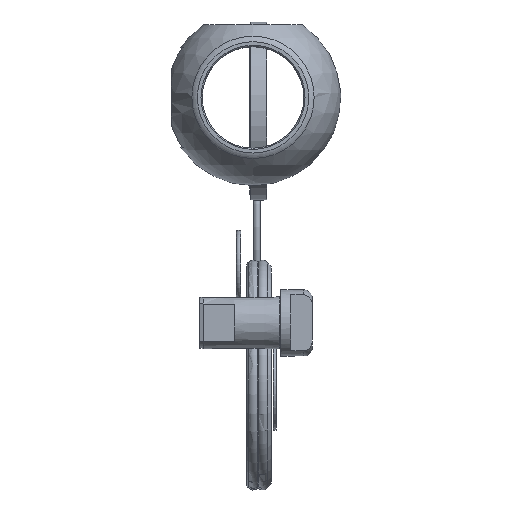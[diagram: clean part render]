
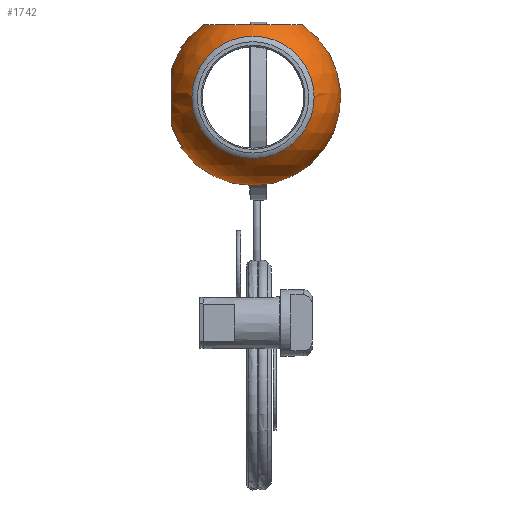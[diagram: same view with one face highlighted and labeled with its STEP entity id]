
A CAD part, top view. The second image highlights one B-rep face of the part: STEP entity #1742.
In plain terms, the highlighted spherical face has radius 32.055 mm.
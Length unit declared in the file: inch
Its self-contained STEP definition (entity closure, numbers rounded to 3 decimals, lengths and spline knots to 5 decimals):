
#71=SPHERICAL_SURFACE('',#2194,1.262);
#293=FACE_BOUND('',#584,.T.);
#294=FACE_BOUND('',#585,.T.);
#455=FACE_OUTER_BOUND('',#583,.T.);
#583=EDGE_LOOP('',(#1393,#1394,#1395,#1396,#1397,#1398,#1399));
#584=EDGE_LOOP('',(#1400,#1401,#1402,#1403,#1404,#1405,#1406,#1407));
#585=EDGE_LOOP('',(#1408));
#739=CIRCLE('',#2189,0.8762);
#740=CIRCLE('',#2190,0.8762);
#741=CIRCLE('',#2192,0.8762);
#743=CIRCLE('',#2195,1.262);
#744=CIRCLE('',#2196,1.262);
#745=CIRCLE('',#2197,0.70971);
#746=CIRCLE('',#2198,1.23638);
#747=CIRCLE('',#2199,0.46046);
#748=CIRCLE('',#2200,1.23638);
#749=CIRCLE('',#2201,1.03991);
#750=CIRCLE('',#2202,1.23638);
#751=CIRCLE('',#2203,0.46046);
#752=CIRCLE('',#2204,1.23638);
#753=CIRCLE('',#2205,1.03991);
#862=VERTEX_POINT('',#3483);
#863=VERTEX_POINT('',#3485);
#864=VERTEX_POINT('',#3489);
#865=VERTEX_POINT('',#3493);
#866=VERTEX_POINT('',#3495);
#867=VERTEX_POINT('',#3498);
#868=VERTEX_POINT('',#3499);
#869=VERTEX_POINT('',#3501);
#870=VERTEX_POINT('',#3503);
#871=VERTEX_POINT('',#3505);
#872=VERTEX_POINT('',#3507);
#873=VERTEX_POINT('',#3509);
#874=VERTEX_POINT('',#3511);
#1052=EDGE_CURVE('',#863,#862,#739,.T.);
#1053=EDGE_CURVE('',#862,#863,#740,.T.);
#1054=EDGE_CURVE('',#864,#864,#741,.T.);
#1056=EDGE_CURVE('',#865,#863,#743,.T.);
#1057=EDGE_CURVE('',#862,#866,#744,.T.);
#1058=EDGE_CURVE('',#866,#866,#745,.T.);
#1059=EDGE_CURVE('',#867,#868,#746,.T.);
#1060=EDGE_CURVE('',#869,#867,#747,.T.);
#1061=EDGE_CURVE('',#870,#869,#748,.T.);
#1062=EDGE_CURVE('',#871,#870,#749,.T.);
#1063=EDGE_CURVE('',#872,#871,#750,.T.);
#1064=EDGE_CURVE('',#873,#872,#751,.T.);
#1065=EDGE_CURVE('',#874,#873,#752,.T.);
#1066=EDGE_CURVE('',#868,#874,#753,.T.);
#1393=ORIENTED_EDGE('',*,*,#1053,.T.);
#1394=ORIENTED_EDGE('',*,*,#1056,.F.);
#1395=ORIENTED_EDGE('',*,*,#1056,.T.);
#1396=ORIENTED_EDGE('',*,*,#1052,.T.);
#1397=ORIENTED_EDGE('',*,*,#1057,.T.);
#1398=ORIENTED_EDGE('',*,*,#1058,.F.);
#1399=ORIENTED_EDGE('',*,*,#1057,.F.);
#1400=ORIENTED_EDGE('',*,*,#1059,.F.);
#1401=ORIENTED_EDGE('',*,*,#1060,.F.);
#1402=ORIENTED_EDGE('',*,*,#1061,.F.);
#1403=ORIENTED_EDGE('',*,*,#1062,.F.);
#1404=ORIENTED_EDGE('',*,*,#1063,.F.);
#1405=ORIENTED_EDGE('',*,*,#1064,.F.);
#1406=ORIENTED_EDGE('',*,*,#1065,.F.);
#1407=ORIENTED_EDGE('',*,*,#1066,.F.);
#1408=ORIENTED_EDGE('',*,*,#1054,.F.);
#1742=ADVANCED_FACE('',(#455,#293,#294),#71,.T.);
#2189=AXIS2_PLACEMENT_3D('',#3486,#2626,#2627);
#2190=AXIS2_PLACEMENT_3D('',#3487,#2628,#2629);
#2192=AXIS2_PLACEMENT_3D('',#3490,#2632,#2633);
#2194=AXIS2_PLACEMENT_3D('',#3492,#2636,#2637);
#2195=AXIS2_PLACEMENT_3D('',#3494,#2638,#2639);
#2196=AXIS2_PLACEMENT_3D('',#3496,#2640,#2641);
#2197=AXIS2_PLACEMENT_3D('',#3497,#2642,#2643);
#2198=AXIS2_PLACEMENT_3D('',#3500,#2644,#2645);
#2199=AXIS2_PLACEMENT_3D('',#3502,#2646,#2647);
#2200=AXIS2_PLACEMENT_3D('',#3504,#2648,#2649);
#2201=AXIS2_PLACEMENT_3D('',#3506,#2650,#2651);
#2202=AXIS2_PLACEMENT_3D('',#3508,#2652,#2653);
#2203=AXIS2_PLACEMENT_3D('',#3510,#2654,#2655);
#2204=AXIS2_PLACEMENT_3D('',#3512,#2656,#2657);
#2205=AXIS2_PLACEMENT_3D('',#3513,#2658,#2659);
#2626=DIRECTION('center_axis',(1.,0.,0.));
#2627=DIRECTION('ref_axis',(0.,0.,-1.));
#2628=DIRECTION('center_axis',(1.,0.,0.));
#2629=DIRECTION('ref_axis',(0.,0.,-1.));
#2632=DIRECTION('center_axis',(1.,0.,0.));
#2633=DIRECTION('ref_axis',(0.,0.,-1.));
#2636=DIRECTION('center_axis',(0.,0.,1.));
#2637=DIRECTION('ref_axis',(1.,0.,0.));
#2638=DIRECTION('center_axis',(0.,1.,0.));
#2639=DIRECTION('ref_axis',(-1.,0.,0.));
#2640=DIRECTION('center_axis',(0.,1.,0.));
#2641=DIRECTION('ref_axis',(-1.,0.,0.));
#2642=DIRECTION('center_axis',(0.,0.,1.));
#2643=DIRECTION('ref_axis',(0.,1.,0.));
#2644=DIRECTION('center_axis',(1.,0.,0.));
#2645=DIRECTION('ref_axis',(0.,0.,1.));
#2646=DIRECTION('center_axis',(0.,1.,0.));
#2647=DIRECTION('ref_axis',(0.,0.,-1.));
#2648=DIRECTION('center_axis',(1.,0.,0.));
#2649=DIRECTION('ref_axis',(0.,0.,1.));
#2650=DIRECTION('center_axis',(0.,0.,1.));
#2651=DIRECTION('ref_axis',(0.,1.,0.));
#2652=DIRECTION('center_axis',(-1.,0.,0.));
#2653=DIRECTION('ref_axis',(0.,0.,-1.));
#2654=DIRECTION('center_axis',(0.,1.,0.));
#2655=DIRECTION('ref_axis',(0.,0.,-1.));
#2656=DIRECTION('center_axis',(-1.,0.,0.));
#2657=DIRECTION('ref_axis',(0.,0.,-1.));
#2658=DIRECTION('center_axis',(0.,0.,-1.));
#2659=DIRECTION('ref_axis',(0.,-1.,0.));
#3483=CARTESIAN_POINT('',(-0.90825,0.,0.8762));
#3485=CARTESIAN_POINT('',(-0.90825,0.,-0.8762));
#3486=CARTESIAN_POINT('Origin',(-0.90825,0.,0.));
#3487=CARTESIAN_POINT('Origin',(-0.90825,0.,0.));
#3489=CARTESIAN_POINT('',(0.90825,0.,0.8762));
#3490=CARTESIAN_POINT('Origin',(0.90825,0.,0.));
#3492=CARTESIAN_POINT('Origin',(0.,0.,0.));
#3493=CARTESIAN_POINT('',(0.,0.,-1.262));
#3494=CARTESIAN_POINT('Origin',(0.,0.,0.));
#3495=CARTESIAN_POINT('',(-0.70971,0.,1.04353));
#3496=CARTESIAN_POINT('Origin',(0.,0.,0.));
#3497=CARTESIAN_POINT('Origin',(0.,0.,1.04353));
#3498=CARTESIAN_POINT('',(-0.253,1.175,0.38472));
#3499=CARTESIAN_POINT('',(-0.253,1.00867,0.715));
#3500=CARTESIAN_POINT('Origin',(-0.253,0.,0.));
#3501=CARTESIAN_POINT('',(-0.253,1.175,-0.38472));
#3502=CARTESIAN_POINT('Origin',(0.,1.175,0.));
#3503=CARTESIAN_POINT('',(-0.253,1.00867,-0.715));
#3504=CARTESIAN_POINT('Origin',(-0.253,0.,0.));
#3505=CARTESIAN_POINT('',(0.253,1.00867,-0.715));
#3506=CARTESIAN_POINT('Origin',(0.,0.,-0.715));
#3507=CARTESIAN_POINT('',(0.253,1.175,-0.38472));
#3508=CARTESIAN_POINT('Origin',(0.253,0.,0.));
#3509=CARTESIAN_POINT('',(0.253,1.175,0.38472));
#3510=CARTESIAN_POINT('Origin',(0.,1.175,0.));
#3511=CARTESIAN_POINT('',(0.253,1.00867,0.715));
#3512=CARTESIAN_POINT('Origin',(0.253,0.,0.));
#3513=CARTESIAN_POINT('Origin',(0.,0.,0.715));
